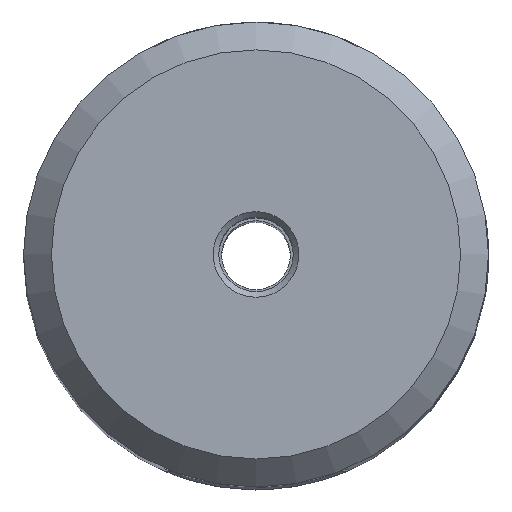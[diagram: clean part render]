
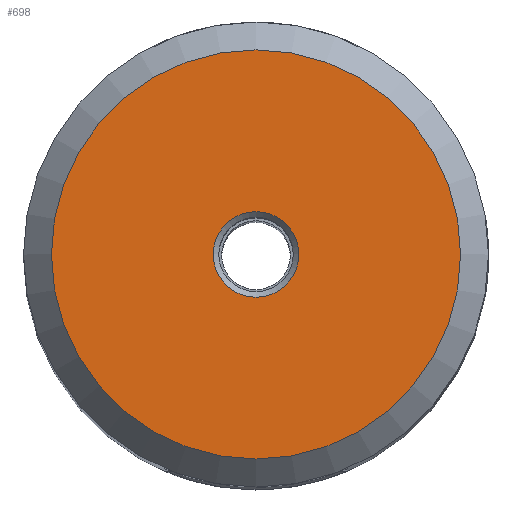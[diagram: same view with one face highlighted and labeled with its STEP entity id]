
A CAD part, top view. The second image highlights one B-rep face of the part: STEP entity #698.
In plain terms, the highlighted planar face has unit normal (0, 0, 1).
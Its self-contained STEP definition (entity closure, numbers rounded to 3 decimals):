
#29 = AXIS2_PLACEMENT_3D ( 'NONE', #1139, #683, #109 ) ;
#101 = PLANE ( 'NONE',  #29 ) ;
#105 = AXIS2_PLACEMENT_3D ( 'NONE', #1429, #1306, #390 ) ;
#109 = DIRECTION ( 'NONE',  ( 1., 0., 0. ) ) ;
#231 = CIRCLE ( 'NONE', #740, 2.3 ) ;
#239 = DIRECTION ( 'NONE',  ( 0., 0., -1. ) ) ;
#307 = EDGE_LOOP ( 'NONE', ( #1270 ) ) ;
#390 = DIRECTION ( 'NONE',  ( 1., 0., 0. ) ) ;
#396 = VERTEX_POINT ( 'NONE', #1375 ) ;
#406 = EDGE_CURVE ( 'NONE', #396, #396, #1198, .T. ) ;
#465 = CARTESIAN_POINT ( 'NONE',  ( 0., 0., 95. ) ) ;
#553 = FACE_OUTER_BOUND ( 'NONE', #1256, .T. ) ;
#601 = DIRECTION ( 'NONE',  ( 1., 0., 0. ) ) ;
#683 = DIRECTION ( 'NONE',  ( 0., 0., 1. ) ) ;
#698 = ADVANCED_FACE ( 'NONE', ( #915, #553 ), #101, .T. ) ;
#740 = AXIS2_PLACEMENT_3D ( 'NONE', #465, #239, #601 ) ;
#915 = FACE_BOUND ( 'NONE', #307, .T. ) ;
#925 = EDGE_CURVE ( 'NONE', #1384, #1384, #231, .T. ) ;
#1139 = CARTESIAN_POINT ( 'NONE',  ( 0., 0., 95. ) ) ;
#1154 = CARTESIAN_POINT ( 'NONE',  ( 2.3, 0., 95. ) ) ;
#1198 = CIRCLE ( 'NONE', #105, 11. ) ;
#1256 = EDGE_LOOP ( 'NONE', ( #1366 ) ) ;
#1270 = ORIENTED_EDGE ( 'NONE', *, *, #925, .T. ) ;
#1306 = DIRECTION ( 'NONE',  ( 0., 0., 1. ) ) ;
#1366 = ORIENTED_EDGE ( 'NONE', *, *, #406, .T. ) ;
#1375 = CARTESIAN_POINT ( 'NONE',  ( 11., 0., 95. ) ) ;
#1384 = VERTEX_POINT ( 'NONE', #1154 ) ;
#1429 = CARTESIAN_POINT ( 'NONE',  ( 0., 0., 95. ) ) ;
